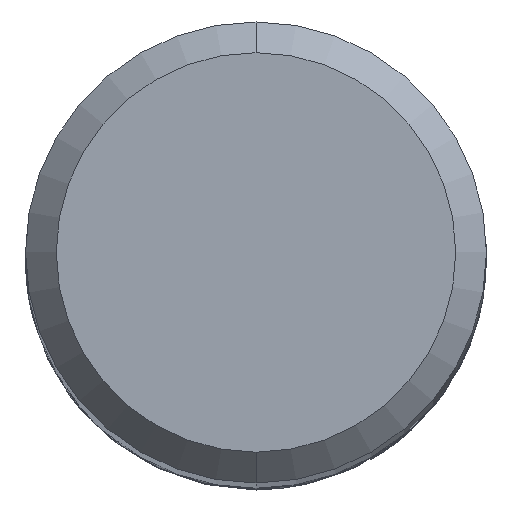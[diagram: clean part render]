
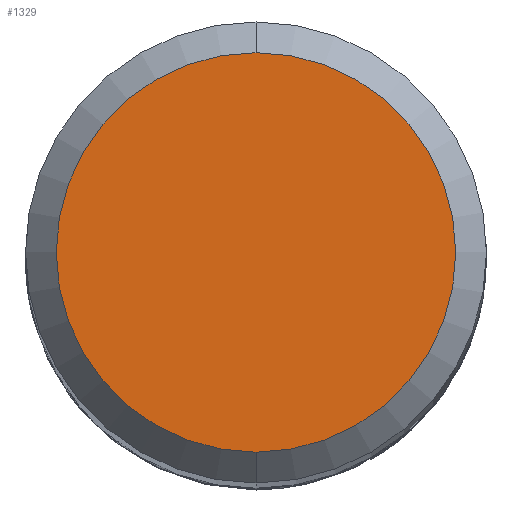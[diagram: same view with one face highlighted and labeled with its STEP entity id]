
A CAD part, top view. The second image highlights one B-rep face of the part: STEP entity #1329.
In plain terms, the highlighted planar face has unit normal (0, 0, 1).
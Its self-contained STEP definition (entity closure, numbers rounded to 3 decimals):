
#491=VERTEX_POINT('',#1384);
#817=EDGE_CURVE('',#1143,#491,#1740,.T.);
#989=EDGE_CURVE('',#491,#1143,#1929,.T.);
#1143=VERTEX_POINT('',#2093);
#1329=ADVANCED_FACE('',(#2297),#2298,.T.);
#1384=CARTESIAN_POINT('',(0.,-2.6,0.0));
#1740=CIRCLE('',#4865,2.6);
#1929=CIRCLE('',#7754,2.6);
#2093=CARTESIAN_POINT('',(0.0,2.6,0.0));
#2297=FACE_OUTER_BOUND('',#11771,.T.);
#2298=PLANE('',#11772);
#4865=AXIS2_PLACEMENT_3D('',#12929,#12930,#12931);
#7754=AXIS2_PLACEMENT_3D('',#13118,#13119,#13120);
#11771=EDGE_LOOP('',(#13481,#13482));
#11772=AXIS2_PLACEMENT_3D('',#13483,#13484,#13485);
#12929=CARTESIAN_POINT('',(0.0,0.0,0.0));
#12930=DIRECTION('',(0.0,0.0,-1.0));
#12931=DIRECTION('',(0.0,1.0,0.0));
#13118=CARTESIAN_POINT('',(0.0,0.0,0.0));
#13119=DIRECTION('',(0.0,0.0,-1.0));
#13120=DIRECTION('',(0.0,1.0,0.0));
#13481=ORIENTED_EDGE('',*,*,#817,.F.);
#13482=ORIENTED_EDGE('',*,*,#989,.F.);
#13483=CARTESIAN_POINT('',(0.0,1.3,0.0));
#13484=DIRECTION('',(-0.0,0.0,1.0));
#13485=DIRECTION('',(0.0,-1.0,0.0));
